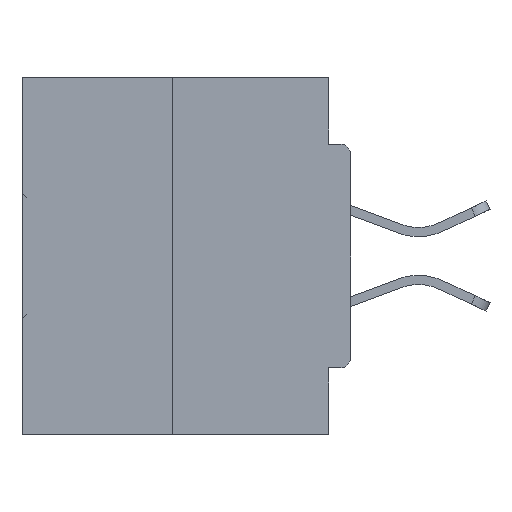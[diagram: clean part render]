
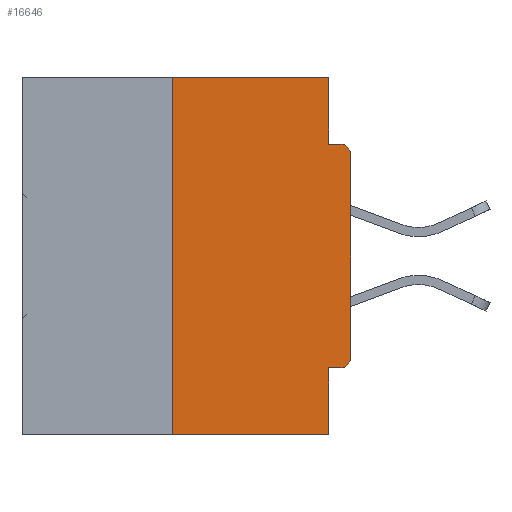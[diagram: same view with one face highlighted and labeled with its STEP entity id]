
A CAD part, left-side view. The second image highlights one B-rep face of the part: STEP entity #16646.
In plain terms, the highlighted planar face has unit normal (-1, 0, 0).
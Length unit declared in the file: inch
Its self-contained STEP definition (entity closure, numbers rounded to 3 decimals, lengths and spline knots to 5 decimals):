
#396 = CARTESIAN_POINT ( 'NONE',  ( 0., 0.031, 0. ) ) ;
#431 = VECTOR ( 'NONE', #15111, 39.37008 ) ;
#446 = ORIENTED_EDGE ( 'NONE', *, *, #16322, .F. ) ;
#530 = CARTESIAN_POINT ( 'NONE',  ( 0., 0.031, -0.5 ) ) ;
#1310 = CARTESIAN_POINT ( 'NONE',  ( 0., 0., -0.3915 ) ) ;
#1325 = DIRECTION ( 'NONE',  ( -1., 0., 0. ) ) ;
#2214 = VECTOR ( 'NONE', #3682, 39.37008 ) ;
#3682 = DIRECTION ( 'NONE',  ( 0., 0., 1. ) ) ;
#3700 = VERTEX_POINT ( 'NONE', #28536 ) ;
#3745 = VERTEX_POINT ( 'NONE', #5727 ) ;
#4325 = PLANE ( 'NONE',  #15612 ) ;
#4560 = CARTESIAN_POINT ( 'NONE',  ( 0., 0.015, -0.4065 ) ) ;
#4613 = CARTESIAN_POINT ( 'NONE',  ( 0., 0.46, 0. ) ) ;
#5438 = DIRECTION ( 'NONE',  ( 0., 0., 1. ) ) ;
#5471 = EDGE_LOOP ( 'NONE', ( #30352, #446, #39890, #21229, #31437, #23959, #14732, #16530, #31368, #26960 ) ) ;
#5727 = CARTESIAN_POINT ( 'NONE',  ( 0., 0.25, -0.5 ) ) ;
#7516 = CARTESIAN_POINT ( 'NONE',  ( 0., 0., -0.0935 ) ) ;
#7561 = VERTEX_POINT ( 'NONE', #9578 ) ;
#8021 = DIRECTION ( 'NONE',  ( 0., 0., -1. ) ) ;
#8105 = EDGE_CURVE ( 'NONE', #39936, #19069, #28735, .T. ) ;
#8227 = CARTESIAN_POINT ( 'NONE',  ( 0., 0.031, -0.4065 ) ) ;
#8335 = DIRECTION ( 'NONE',  ( 1., 0., 0. ) ) ;
#8746 = CARTESIAN_POINT ( 'NONE',  ( 0., 0.015, -0.3915 ) ) ;
#9285 = LINE ( 'NONE', #396, #29556 ) ;
#9578 = CARTESIAN_POINT ( 'NONE',  ( 0., 0., -0.1085 ) ) ;
#9821 = CARTESIAN_POINT ( 'NONE',  ( 0., 0.015, -0.1085 ) ) ;
#10403 = LINE ( 'NONE', #530, #23606 ) ;
#14108 = VERTEX_POINT ( 'NONE', #1310 ) ;
#14255 = DIRECTION ( 'NONE',  ( 0., -1., 0. ) ) ;
#14732 = ORIENTED_EDGE ( 'NONE', *, *, #34027, .T. ) ;
#15111 = DIRECTION ( 'NONE',  ( 0., -1., 0. ) ) ;
#15612 = AXIS2_PLACEMENT_3D ( 'NONE', #4613, #8335, #8021 ) ;
#16322 = EDGE_CURVE ( 'NONE', #3745, #32021, #45221, .T. ) ;
#16530 = ORIENTED_EDGE ( 'NONE', *, *, #38177, .T. ) ;
#16646 = ADVANCED_FACE ( 'NONE', ( #36310 ), #4325, .F. ) ;
#17012 = EDGE_CURVE ( 'NONE', #44962, #17134, #18056, .T. ) ;
#17134 = VERTEX_POINT ( 'NONE', #8227 ) ;
#18013 = AXIS2_PLACEMENT_3D ( 'NONE', #8746, #1325, #36546 ) ;
#18056 = LINE ( 'NONE', #38690, #34576 ) ;
#18958 = CARTESIAN_POINT ( 'NONE',  ( 0., 0.46, -0.5 ) ) ;
#19051 = EDGE_CURVE ( 'NONE', #44962, #14108, #24033, .T. ) ;
#19069 = VERTEX_POINT ( 'NONE', #43382 ) ;
#20395 = DIRECTION ( 'NONE',  ( -1., 0., 0. ) ) ;
#20892 = LINE ( 'NONE', #35206, #2214 ) ;
#21229 = ORIENTED_EDGE ( 'NONE', *, *, #45112, .F. ) ;
#21285 = CARTESIAN_POINT ( 'NONE',  ( 0., 0.46, 0. ) ) ;
#22243 = DIRECTION ( 'NONE',  ( 0., 0., -1. ) ) ;
#23246 = CARTESIAN_POINT ( 'NONE',  ( 0., 0.031, -0.0935 ) ) ;
#23606 = VECTOR ( 'NONE', #22243, 39.37008 ) ;
#23959 = ORIENTED_EDGE ( 'NONE', *, *, #19051, .T. ) ;
#24033 = CIRCLE ( 'NONE', #18013, 0.015 ) ;
#26960 = ORIENTED_EDGE ( 'NONE', *, *, #28883, .F. ) ;
#27283 = LINE ( 'NONE', #21285, #32787 ) ;
#28179 = DIRECTION ( 'NONE',  ( 0., 1., 0. ) ) ;
#28386 = DIRECTION ( 'NONE',  ( 0., 0., -1. ) ) ;
#28536 = CARTESIAN_POINT ( 'NONE',  ( 0., 0.031, -0.5 ) ) ;
#28735 = LINE ( 'NONE', #7516, #34264 ) ;
#28883 = EDGE_CURVE ( 'NONE', #31612, #39936, #9285, .T. ) ;
#29556 = VECTOR ( 'NONE', #28386, 39.37008 ) ;
#30099 = EDGE_CURVE ( 'NONE', #32021, #31612, #27283, .T. ) ;
#30352 = ORIENTED_EDGE ( 'NONE', *, *, #30099, .F. ) ;
#31368 = ORIENTED_EDGE ( 'NONE', *, *, #8105, .F. ) ;
#31437 = ORIENTED_EDGE ( 'NONE', *, *, #17012, .F. ) ;
#31612 = VERTEX_POINT ( 'NONE', #40860 ) ;
#32021 = VERTEX_POINT ( 'NONE', #43672 ) ;
#32787 = VECTOR ( 'NONE', #32827, 39.37008 ) ;
#32827 = DIRECTION ( 'NONE',  ( 0., -1., 0. ) ) ;
#32875 = LINE ( 'NONE', #18958, #431 ) ;
#34027 = EDGE_CURVE ( 'NONE', #14108, #7561, #20892, .T. ) ;
#34264 = VECTOR ( 'NONE', #14255, 39.37008 ) ;
#34576 = VECTOR ( 'NONE', #28179, 39.37008 ) ;
#34813 = CIRCLE ( 'NONE', #36073, 0.015 ) ;
#35206 = CARTESIAN_POINT ( 'NONE',  ( 0., 0., 0. ) ) ;
#35690 = EDGE_CURVE ( 'NONE', #3745, #3700, #32875, .T. ) ;
#35781 = VECTOR ( 'NONE', #5438, 39.37008 ) ;
#36073 = AXIS2_PLACEMENT_3D ( 'NONE', #9821, #20395, #41533 ) ;
#36310 = FACE_OUTER_BOUND ( 'NONE', #5471, .T. ) ;
#36546 = DIRECTION ( 'NONE',  ( 0., 0., -1. ) ) ;
#38177 = EDGE_CURVE ( 'NONE', #7561, #19069, #34813, .T. ) ;
#38690 = CARTESIAN_POINT ( 'NONE',  ( 0., 0., -0.4065 ) ) ;
#39890 = ORIENTED_EDGE ( 'NONE', *, *, #35690, .T. ) ;
#39936 = VERTEX_POINT ( 'NONE', #23246 ) ;
#40860 = CARTESIAN_POINT ( 'NONE',  ( 0., 0.031, 0. ) ) ;
#41533 = DIRECTION ( 'NONE',  ( 0., 0., -1. ) ) ;
#43382 = CARTESIAN_POINT ( 'NONE',  ( 0., 0.015, -0.0935 ) ) ;
#43672 = CARTESIAN_POINT ( 'NONE',  ( 0., 0.25, 0. ) ) ;
#44277 = CARTESIAN_POINT ( 'NONE',  ( 0., 0.25, 0. ) ) ;
#44962 = VERTEX_POINT ( 'NONE', #4560 ) ;
#45112 = EDGE_CURVE ( 'NONE', #17134, #3700, #10403, .T. ) ;
#45221 = LINE ( 'NONE', #44277, #35781 ) ;
